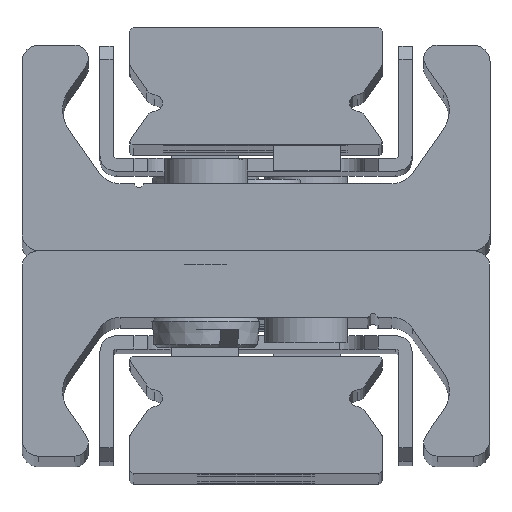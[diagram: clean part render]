
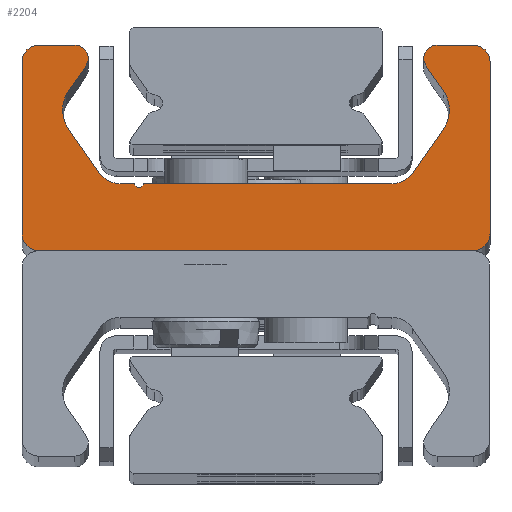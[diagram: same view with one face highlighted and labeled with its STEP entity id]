
A CAD part, top view. The second image highlights one B-rep face of the part: STEP entity #2204.
In plain terms, the highlighted planar face has unit normal (0, 0, 1).
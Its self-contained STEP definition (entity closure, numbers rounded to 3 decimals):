
#1298=CARTESIAN_POINT('',(7.0,0.0,370.0));
#1299=VERTEX_POINT('',#1298);
#1300=CARTESIAN_POINT('',(6.,1.0,370.0));
#1301=VERTEX_POINT('',#1300);
#1302=CARTESIAN_POINT('',(7.0,1.0,370.0));
#1303=DIRECTION('',(0.0,0.0,-1.0));
#1304=DIRECTION('',(-1.0,0.0,0.0));
#1305=AXIS2_PLACEMENT_3D('',#1302,#1303,#1304);
#1306=CIRCLE('',#1305,1.0);
#1307=EDGE_CURVE('',#1299,#1301,#1306,.T.);
#1340=CARTESIAN_POINT('',(6.,11.3,370.0));
#1341=VERTEX_POINT('',#1340);
#1342=CARTESIAN_POINT('',(6.,1.0,370.0));
#1343=DIRECTION('',(0.0,1.0,0.0));
#1344=VECTOR('',#1343,10.3);
#1345=LINE('',#1342,#1344);
#1346=EDGE_CURVE('',#1301,#1341,#1345,.T.);
#1371=CARTESIAN_POINT('',(7.0,12.3,370.0));
#1372=VERTEX_POINT('',#1371);
#1373=CARTESIAN_POINT('',(7.,11.3,370.0));
#1374=DIRECTION('',(0.0,0.0,-1.0));
#1375=DIRECTION('',(0.0,1.0,0.0));
#1376=AXIS2_PLACEMENT_3D('',#1373,#1374,#1375);
#1377=CIRCLE('',#1376,1.0);
#1378=EDGE_CURVE('',#1341,#1372,#1377,.T.);
#1404=CARTESIAN_POINT('',(9.17,12.3,370.0));
#1405=VERTEX_POINT('',#1404);
#1406=CARTESIAN_POINT('',(7.0,12.3,370.0));
#1407=DIRECTION('',(1.0,0.0,0.0));
#1408=VECTOR('',#1407,2.17);
#1409=LINE('',#1406,#1408);
#1410=EDGE_CURVE('',#1372,#1405,#1409,.T.);
#1435=CARTESIAN_POINT('',(9.826,11.041,370.0));
#1436=VERTEX_POINT('',#1435);
#1437=CARTESIAN_POINT('',(9.17,11.5,370.0));
#1438=DIRECTION('',(0.0,0.0,-1.));
#1439=DIRECTION('',(0.819,-0.574,0.0));
#1440=AXIS2_PLACEMENT_3D('',#1437,#1438,#1439);
#1441=CIRCLE('',#1440,0.8);
#1442=EDGE_CURVE('',#1405,#1436,#1441,.T.);
#1468=CARTESIAN_POINT('',(8.794,9.567,370.0));
#1469=VERTEX_POINT('',#1468);
#1470=CARTESIAN_POINT('',(9.826,11.041,370.0));
#1471=DIRECTION('',(-0.574,-0.819,0.0));
#1472=VECTOR('',#1471,1.799);
#1473=LINE('',#1470,#1472);
#1474=EDGE_CURVE('',#1436,#1469,#1473,.T.);
#1499=CARTESIAN_POINT('',(8.794,7.273,370.0));
#1500=VERTEX_POINT('',#1499);
#1501=CARTESIAN_POINT('',(10.432,8.42,370.0));
#1502=DIRECTION('',(0.0,0.0,1.0));
#1503=DIRECTION('',(0.819,-0.574,0.0));
#1504=AXIS2_PLACEMENT_3D('',#1501,#1502,#1503);
#1505=CIRCLE('',#1504,2.0);
#1506=EDGE_CURVE('',#1469,#1500,#1505,.T.);
#1532=CARTESIAN_POINT('',(10.637,4.64,370.0));
#1533=VERTEX_POINT('',#1532);
#1534=CARTESIAN_POINT('',(8.794,7.273,370.0));
#1535=DIRECTION('',(0.574,-0.819,0.0));
#1536=VECTOR('',#1535,3.215);
#1537=LINE('',#1534,#1536);
#1538=EDGE_CURVE('',#1500,#1533,#1537,.T.);
#1563=CARTESIAN_POINT('',(11.866,4.,370.0));
#1564=VERTEX_POINT('',#1563);
#1565=CARTESIAN_POINT('',(11.866,5.5,370.0));
#1566=DIRECTION('',(0.0,0.0,1.0));
#1567=DIRECTION('',(0.819,0.574,0.0));
#1568=AXIS2_PLACEMENT_3D('',#1565,#1566,#1567);
#1569=CIRCLE('',#1568,1.5);
#1570=EDGE_CURVE('',#1533,#1564,#1569,.T.);
#1596=CARTESIAN_POINT('',(12.665,4.,370.0));
#1597=VERTEX_POINT('',#1596);
#1598=CARTESIAN_POINT('',(11.866,4.,370.0));
#1599=DIRECTION('',(1.0,0.0,0.0));
#1600=VECTOR('',#1599,0.798);
#1601=LINE('',#1598,#1600);
#1602=EDGE_CURVE('',#1564,#1597,#1601,.T.);
#1627=CARTESIAN_POINT('',(12.76,3.929,370.0));
#1628=VERTEX_POINT('',#1627);
#1629=CARTESIAN_POINT('',(12.665,3.9,370.0));
#1630=DIRECTION('',(0.0,0.0,-1.0));
#1631=DIRECTION('',(0.958,0.286,0.0));
#1632=AXIS2_PLACEMENT_3D('',#1629,#1630,#1631);
#1633=CIRCLE('',#1632,0.1);
#1634=EDGE_CURVE('',#1597,#1628,#1633,.T.);
#1660=CARTESIAN_POINT('',(13.24,3.929,370.0));
#1661=VERTEX_POINT('',#1660);
#1662=CARTESIAN_POINT('',(13.,4.0,370.0));
#1663=DIRECTION('',(0.0,0.0,1.));
#1664=DIRECTION('',(0.958,0.286,0.0));
#1665=AXIS2_PLACEMENT_3D('',#1662,#1663,#1664);
#1666=CIRCLE('',#1665,0.25);
#1667=EDGE_CURVE('',#1628,#1661,#1666,.T.);
#1693=CARTESIAN_POINT('',(13.335,4.0,370.0));
#1694=VERTEX_POINT('',#1693);
#1695=CARTESIAN_POINT('',(13.335,3.9,370.0));
#1696=DIRECTION('',(0.0,0.0,-1.0));
#1697=DIRECTION('',(0.0,1.0,0.0));
#1698=AXIS2_PLACEMENT_3D('',#1695,#1696,#1697);
#1699=CIRCLE('',#1698,0.1);
#1700=EDGE_CURVE('',#1661,#1694,#1699,.T.);
#1726=CARTESIAN_POINT('',(28.134,4.0,370.0));
#1727=VERTEX_POINT('',#1726);
#1728=CARTESIAN_POINT('',(13.335,4.0,370.0));
#1729=DIRECTION('',(1.0,0.0,0.0));
#1730=VECTOR('',#1729,14.798);
#1731=LINE('',#1728,#1730);
#1732=EDGE_CURVE('',#1694,#1727,#1731,.T.);
#1796=CARTESIAN_POINT('',(29.363,4.64,370.0));
#1797=VERTEX_POINT('',#1796);
#1798=CARTESIAN_POINT('',(28.134,5.5,370.0));
#1799=DIRECTION('',(0.0,0.0,1.0));
#1800=DIRECTION('',(0.0,1.0,0.0));
#1801=AXIS2_PLACEMENT_3D('',#1798,#1799,#1800);
#1802=CIRCLE('',#1801,1.5);
#1803=EDGE_CURVE('',#1727,#1797,#1802,.T.);
#1829=CARTESIAN_POINT('',(31.206,7.273,370.0));
#1830=VERTEX_POINT('',#1829);
#1831=CARTESIAN_POINT('',(29.363,4.64,370.0));
#1832=DIRECTION('',(0.574,0.819,0.0));
#1833=VECTOR('',#1832,3.215);
#1834=LINE('',#1831,#1833);
#1835=EDGE_CURVE('',#1797,#1830,#1834,.T.);
#1860=CARTESIAN_POINT('',(31.206,9.567,370.0));
#1861=VERTEX_POINT('',#1860);
#1862=CARTESIAN_POINT('',(29.568,8.42,370.0));
#1863=DIRECTION('',(0.0,0.0,1.));
#1864=DIRECTION('',(-0.819,0.574,0.0));
#1865=AXIS2_PLACEMENT_3D('',#1862,#1863,#1864);
#1866=CIRCLE('',#1865,2.0);
#1867=EDGE_CURVE('',#1830,#1861,#1866,.T.);
#1893=CARTESIAN_POINT('',(30.174,11.041,370.0));
#1894=VERTEX_POINT('',#1893);
#1895=CARTESIAN_POINT('',(31.206,9.567,370.0));
#1896=DIRECTION('',(-0.574,0.819,0.0));
#1897=VECTOR('',#1896,1.799);
#1898=LINE('',#1895,#1897);
#1899=EDGE_CURVE('',#1861,#1894,#1898,.T.);
#1924=CARTESIAN_POINT('',(30.83,12.3,370.0));
#1925=VERTEX_POINT('',#1924);
#1926=CARTESIAN_POINT('',(30.83,11.5,370.0));
#1927=DIRECTION('',(0.0,0.0,-1.0));
#1928=DIRECTION('',(0.0,1.0,0.0));
#1929=AXIS2_PLACEMENT_3D('',#1926,#1927,#1928);
#1930=CIRCLE('',#1929,0.8);
#1931=EDGE_CURVE('',#1894,#1925,#1930,.T.);
#1957=CARTESIAN_POINT('',(33.0,12.3,370.0));
#1958=VERTEX_POINT('',#1957);
#1959=CARTESIAN_POINT('',(30.83,12.3,370.0));
#1960=DIRECTION('',(1.0,0.0,0.0));
#1961=VECTOR('',#1960,2.17);
#1962=LINE('',#1959,#1961);
#1963=EDGE_CURVE('',#1925,#1958,#1962,.T.);
#1988=CARTESIAN_POINT('',(34.0,11.3,370.0));
#1989=VERTEX_POINT('',#1988);
#1990=CARTESIAN_POINT('',(33.0,11.3,370.0));
#1991=DIRECTION('',(0.0,0.0,-1.0));
#1992=DIRECTION('',(1.0,0.0,0.0));
#1993=AXIS2_PLACEMENT_3D('',#1990,#1991,#1992);
#1994=CIRCLE('',#1993,1.0);
#1995=EDGE_CURVE('',#1958,#1989,#1994,.T.);
#2021=CARTESIAN_POINT('',(34.0,1.0,370.0));
#2022=VERTEX_POINT('',#2021);
#2023=CARTESIAN_POINT('',(34.0,11.3,370.0));
#2024=DIRECTION('',(0.0,-1.0,0.0));
#2025=VECTOR('',#2024,10.3);
#2026=LINE('',#2023,#2025);
#2027=EDGE_CURVE('',#1989,#2022,#2026,.T.);
#2052=CARTESIAN_POINT('',(33.0,0.0,370.0));
#2053=VERTEX_POINT('',#2052);
#2054=CARTESIAN_POINT('',(33.0,1.0,370.0));
#2055=DIRECTION('',(0.0,0.0,-1.0));
#2056=DIRECTION('',(0.0,-1.0,0.0));
#2057=AXIS2_PLACEMENT_3D('',#2054,#2055,#2056);
#2058=CIRCLE('',#2057,1.0);
#2059=EDGE_CURVE('',#2022,#2053,#2058,.T.);
#2085=CARTESIAN_POINT('',(33.0,0.0,370.0));
#2086=DIRECTION('',(-1.0,0.0,0.0));
#2087=VECTOR('',#2086,26.0);
#2088=LINE('',#2085,#2087);
#2089=EDGE_CURVE('',#2053,#1299,#2088,.T.);
#2173=CARTESIAN_POINT('',(19.983,4.783,370.0));
#2174=DIRECTION('',(0.0,0.0,1.0));
#2175=DIRECTION('',(1.0,0.0,0.0));
#2176=AXIS2_PLACEMENT_3D('',#2173,#2174,#2175);
#2177=PLANE('',#2176);
#2178=ORIENTED_EDGE('',*,*,#1307,.F.);
#2179=ORIENTED_EDGE('',*,*,#2089,.F.);
#2180=ORIENTED_EDGE('',*,*,#2059,.F.);
#2181=ORIENTED_EDGE('',*,*,#2027,.F.);
#2182=ORIENTED_EDGE('',*,*,#1995,.F.);
#2183=ORIENTED_EDGE('',*,*,#1963,.F.);
#2184=ORIENTED_EDGE('',*,*,#1931,.F.);
#2185=ORIENTED_EDGE('',*,*,#1899,.F.);
#2186=ORIENTED_EDGE('',*,*,#1867,.F.);
#2187=ORIENTED_EDGE('',*,*,#1835,.F.);
#2188=ORIENTED_EDGE('',*,*,#1803,.F.);
#2189=ORIENTED_EDGE('',*,*,#1732,.F.);
#2190=ORIENTED_EDGE('',*,*,#1700,.F.);
#2191=ORIENTED_EDGE('',*,*,#1667,.F.);
#2192=ORIENTED_EDGE('',*,*,#1634,.F.);
#2193=ORIENTED_EDGE('',*,*,#1602,.F.);
#2194=ORIENTED_EDGE('',*,*,#1570,.F.);
#2195=ORIENTED_EDGE('',*,*,#1538,.F.);
#2196=ORIENTED_EDGE('',*,*,#1506,.F.);
#2197=ORIENTED_EDGE('',*,*,#1474,.F.);
#2198=ORIENTED_EDGE('',*,*,#1442,.F.);
#2199=ORIENTED_EDGE('',*,*,#1410,.F.);
#2200=ORIENTED_EDGE('',*,*,#1378,.F.);
#2201=ORIENTED_EDGE('',*,*,#1346,.F.);
#2202=EDGE_LOOP('',(#2178,#2179,#2180,#2181,#2182,#2183,#2184,#2185,#2186,#2187,#2188,#2189,#2190,#2191,#2192,#2193,#2194,#2195,#2196,#2197,#2198,#2199,#2200,#2201));
#2203=FACE_OUTER_BOUND('',#2202,.T.);
#2204=ADVANCED_FACE('',(#2203),#2177,.T.);
